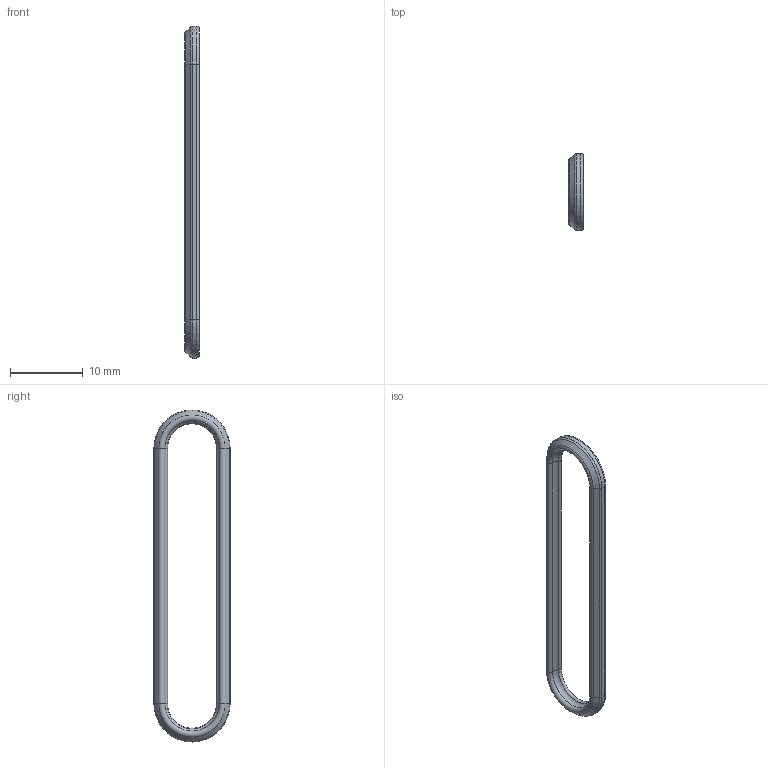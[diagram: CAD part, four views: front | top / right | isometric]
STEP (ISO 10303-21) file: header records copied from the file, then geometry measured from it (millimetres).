
FILE_DESCRIPTION(/* description */ (''),/* implementation_level */ '2;1');
FILE_NAME(/* name */ 'ORGW457N9.stp',/* time_stamp */ '2018-05-21T11:48:40+09:00',/* author */ (''),/* organization */ (''),/* preprocessor_version */ 'ST-DEVELOPER v16',/* originating_system */ 'SIEMENS PLM Software NX 10.0',/* authorisation */ '');
FILE_SCHEMA (('AUTOMOTIVE_DESIGN { 1 0 10303 214 3 1 1 1 }'));
Length unit declared in the file: millimetre
Products named in the file (1): ORGW457N9
Bounding box: 2.05 x 10.5 x 45.7 mm (x, y, z)
Volume: 266.1 mm3; surface area: 647.6 mm2
Topology: 1 solids, 1 shells, 32 faces, 64 edges, 32 vertices
Faces by surface type: cylinder 14, torus 12, plane 4, cone 2
Entity records: 1077 total; most frequent: DIRECTION 172, CARTESIAN_POINT 130, ORIENTED_EDGE 128, AXIS2_PLACEMENT_3D 74, EDGE_CURVE 64, CIRCLE 40, PRESENTATION_STYLE_ASSIGNMENT 34, SURFACE_STYLE_USAGE 33
